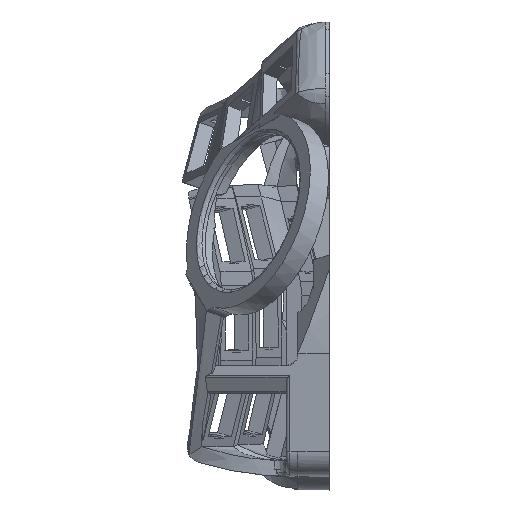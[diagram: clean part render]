
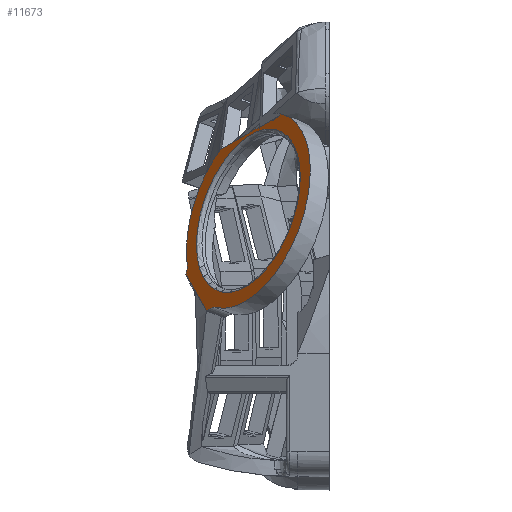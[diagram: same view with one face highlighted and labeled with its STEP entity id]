
A CAD part, left-side view. The second image highlights one B-rep face of the part: STEP entity #11673.
In plain terms, the highlighted planar face has unit normal (-0.525, 0.796, 0.3).
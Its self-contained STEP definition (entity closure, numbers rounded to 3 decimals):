
#354=CIRCLE('',#12180,26.);
#357=CIRCLE('',#12183,26.);
#359=CIRCLE('',#12190,5.);
#362=CIRCLE('',#12194,5.);
#363=CIRCLE('',#12199,21.8);
#368=CIRCLE('',#12206,22.7);
#719=FACE_BOUND('',#1968,.T.);
#1328=FACE_OUTER_BOUND('',#1967,.T.);
#1967=EDGE_LOOP('',(#10663,#10664,#10665,#10666,#10667,#10668,#10669,#10670,
#10671));
#1968=EDGE_LOOP('',(#10672));
#2066=LINE('',#14971,#3300);
#3199=LINE('',#24909,#4433);
#3209=LINE('',#24965,#4443);
#3210=LINE('',#24968,#4444);
#3300=VECTOR('',#12370,10.);
#4433=VECTOR('',#14395,10.);
#4443=VECTOR('',#14471,10.);
#4444=VECTOR('',#14474,10.);
#4545=VERTEX_POINT('',#14969);
#4546=VERTEX_POINT('',#14970);
#5537=VERTEX_POINT('',#24906);
#5538=VERTEX_POINT('',#24908);
#5539=VERTEX_POINT('',#24918);
#5542=VERTEX_POINT('',#24925);
#5543=VERTEX_POINT('',#24927);
#5547=VERTEX_POINT('',#24952);
#5551=VERTEX_POINT('',#24964);
#5552=VERTEX_POINT('',#24966);
#5674=EDGE_CURVE('',#4545,#4546,#2066,.T.);
#7233=EDGE_CURVE('',#5538,#5537,#3199,.T.);
#7238=EDGE_CURVE('',#5539,#5538,#354,.T.);
#7243=EDGE_CURVE('',#5543,#5542,#357,.T.);
#7248=EDGE_CURVE('',#4546,#5542,#359,.T.);
#7251=EDGE_CURVE('',#4545,#5539,#362,.F.);
#7257=EDGE_CURVE('',#5547,#5547,#363,.T.);
#7263=EDGE_CURVE('',#5537,#5551,#3209,.T.);
#7264=EDGE_CURVE('',#5551,#5552,#368,.T.);
#7265=EDGE_CURVE('',#5552,#5543,#3210,.T.);
#10663=ORIENTED_EDGE('',*,*,#5674,.F.);
#10664=ORIENTED_EDGE('',*,*,#7251,.T.);
#10665=ORIENTED_EDGE('',*,*,#7238,.T.);
#10666=ORIENTED_EDGE('',*,*,#7233,.T.);
#10667=ORIENTED_EDGE('',*,*,#7263,.T.);
#10668=ORIENTED_EDGE('',*,*,#7264,.T.);
#10669=ORIENTED_EDGE('',*,*,#7265,.T.);
#10670=ORIENTED_EDGE('',*,*,#7243,.T.);
#10671=ORIENTED_EDGE('',*,*,#7248,.F.);
#10672=ORIENTED_EDGE('',*,*,#7257,.F.);
#11086=PLANE('',#12205);
#11673=ADVANCED_FACE('',(#1328,#719),#11086,.T.);
#12180=AXIS2_PLACEMENT_3D('',#24919,#14411,#14412);
#12183=AXIS2_PLACEMENT_3D('',#24928,#14419,#14420);
#12190=AXIS2_PLACEMENT_3D('',#24936,#14433,#14434);
#12194=AXIS2_PLACEMENT_3D('',#24941,#14441,#14442);
#12199=AXIS2_PLACEMENT_3D('',#24953,#14456,#14457);
#12205=AXIS2_PLACEMENT_3D('',#24963,#14469,#14470);
#12206=AXIS2_PLACEMENT_3D('',#24967,#14472,#14473);
#12370=DIRECTION('',(0.78,0.31,0.544));
#14395=DIRECTION('',(0.117,0.417,-0.901));
#14411=DIRECTION('center_axis',(-0.525,0.796,0.3));
#14412=DIRECTION('ref_axis',(0.466,-0.026,0.884));
#14419=DIRECTION('center_axis',(-0.525,0.796,0.3));
#14420=DIRECTION('ref_axis',(0.466,-0.026,0.884));
#14433=DIRECTION('center_axis',(-0.525,0.796,0.3));
#14434=DIRECTION('ref_axis',(-0.612,-0.599,0.517));
#14441=DIRECTION('center_axis',(-0.525,0.796,0.3));
#14442=DIRECTION('ref_axis',(0.052,-0.322,0.945));
#14456=DIRECTION('center_axis',(-0.525,0.796,0.3));
#14457=DIRECTION('ref_axis',(0.466,-0.026,0.884));
#14469=DIRECTION('center_axis',(-0.525,0.796,0.3));
#14470=DIRECTION('ref_axis',(0.466,-0.026,0.884));
#14471=DIRECTION('',(0.718,0.604,-0.345));
#14472=DIRECTION('center_axis',(-0.525,0.796,0.3));
#14473=DIRECTION('ref_axis',(0.466,-0.026,0.884));
#14474=DIRECTION('',(0.718,0.604,-0.345));
#14969=CARTESIAN_POINT('',(-113.071,23.186,-24.564));
#14970=CARTESIAN_POINT('',(-99.843,28.437,-15.345));
#14971=CARTESIAN_POINT('',(-106.457,25.812,-19.955));
#24906=CARTESIAN_POINT('',(-112.92,4.564,25.066));
#24908=CARTESIAN_POINT('',(-112.979,4.353,25.521));
#24909=CARTESIAN_POINT('',(-111.258,10.471,12.314));
#24918=CARTESIAN_POINT('',(-115.958,20.943,-23.67));
#24919=CARTESIAN_POINT('Origin',(-114.596,12.571,0.907));
#24925=CARTESIAN_POINT('',(-98.694,28.137,-12.539));
#24927=CARTESIAN_POINT('',(-94.991,19.645,16.451));
#24928=CARTESIAN_POINT('Origin',(-114.596,12.571,0.907));
#24936=CARTESIAN_POINT('Origin',(-95.636,31.131,-15.125));
#24941=CARTESIAN_POINT('Origin',(-116.22,22.553,-28.396));
#24952=CARTESIAN_POINT('',(-103.778,12.571,19.833));
#24953=CARTESIAN_POINT('Origin',(-114.596,12.571,0.907));
#24963=CARTESIAN_POINT('Origin',(-114.596,12.571,0.907));
#24964=CARTESIAN_POINT('',(-106.358,10.084,21.913));
#24965=CARTESIAN_POINT('',(-98.027,17.091,17.91));
#24966=CARTESIAN_POINT('',(-102.285,13.51,19.956));
#24967=CARTESIAN_POINT('Origin',(-114.596,12.571,0.907));
#24968=CARTESIAN_POINT('',(-98.027,17.091,17.91));
